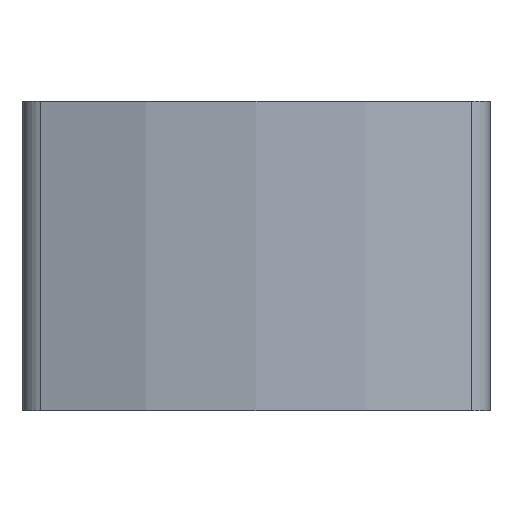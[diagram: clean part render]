
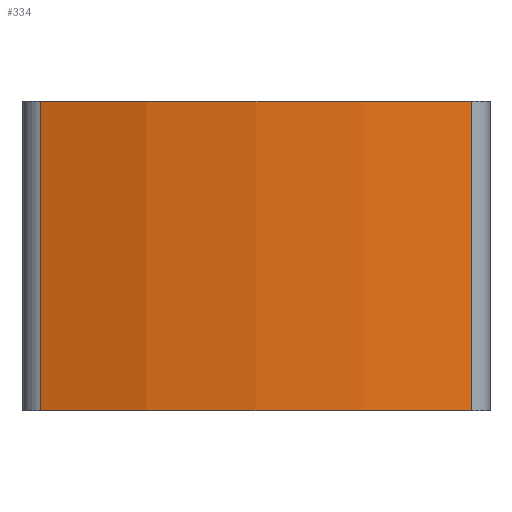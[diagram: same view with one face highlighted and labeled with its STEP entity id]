
A CAD part, left-side view. The second image highlights one B-rep face of the part: STEP entity #334.
In plain terms, the highlighted cylindrical face has radius 92.5 mm (diameter 185 mm), a partial arc.
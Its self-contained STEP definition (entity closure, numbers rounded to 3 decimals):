
#142=EDGE_CURVE('240[2]',#411,#380,#412,.T.);
#157=EDGE_CURVE('240[2]',#435,#436,#437,.T.);
#241=EDGE_CURVE('240[2]',#380,#435,#573,.T.);
#300=EDGE_CURVE('240[2]',#436,#411,#656,.T.);
#334=ADVANCED_FACE('240[2]',(#700),#701,.T.);
#380=VERTEX_POINT('',#750);
#411=VERTEX_POINT('',#790);
#412=LINE('',#791,#792);
#435=VERTEX_POINT('',#823);
#436=VERTEX_POINT('',#824);
#437=LINE('',#825,#826);
#573=CIRCLE('',#1000,92.5);
#656=CIRCLE('',#1108,92.5);
#700=FACE_OUTER_BOUND('',#1168,.T.);
#701=CYLINDRICAL_SURFACE('',#1169,92.5);
#750=CARTESIAN_POINT('',(-367.023,-31.356,0.0));
#790=CARTESIAN_POINT('',(-367.023,-31.356,45.0));
#791=CARTESIAN_POINT('',(-367.023,-31.356,0.0));
#792=VECTOR('',#1252,45.0);
#823=CARTESIAN_POINT('',(-367.023,31.356,0.0));
#824=CARTESIAN_POINT('',(-367.023,31.356,45.0));
#825=CARTESIAN_POINT('',(-367.023,31.356,0.0));
#826=VECTOR('',#1272,45.0);
#1000=AXIS2_PLACEMENT_3D('',#1433,#1434,#1435);
#1108=AXIS2_PLACEMENT_3D('',#1535,#1536,#1537);
#1168=EDGE_LOOP('',(#1583,#1584,#1585,#1586));
#1169=AXIS2_PLACEMENT_3D('',#1587,#1588,#1589);
#1252=DIRECTION('',(0.0,0.0,-1.0));
#1272=DIRECTION('',(0.0,0.0,1.0));
#1433=CARTESIAN_POINT('',(-280.0,0.,0.0));
#1434=DIRECTION('',(0.0,0.0,-1.0));
#1435=DIRECTION('',(0.93,-0.368,0.0));
#1535=CARTESIAN_POINT('',(-280.0,0.,45.0));
#1536=DIRECTION('',(0.0,0.0,1.0));
#1537=DIRECTION('',(0.93,-0.368,0.0));
#1583=ORIENTED_EDGE('',*,*,#157,.F.);
#1584=ORIENTED_EDGE('',*,*,#241,.F.);
#1585=ORIENTED_EDGE('',*,*,#142,.F.);
#1586=ORIENTED_EDGE('',*,*,#300,.F.);
#1587=CARTESIAN_POINT('',(-280.0,0.,0.0));
#1588=DIRECTION('',(0.0,0.0,1.0));
#1589=DIRECTION('',(0.93,-0.368,0.0));
